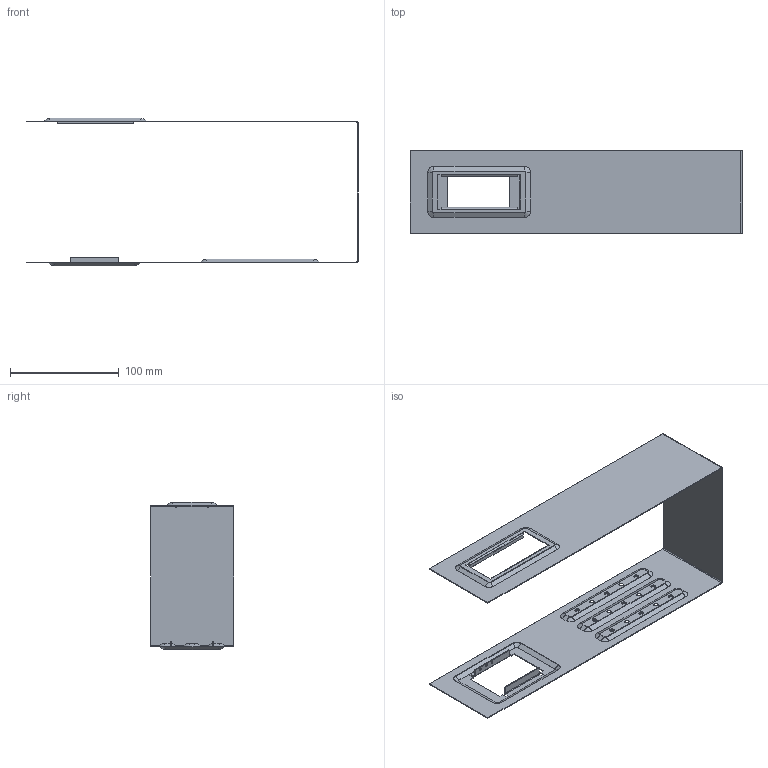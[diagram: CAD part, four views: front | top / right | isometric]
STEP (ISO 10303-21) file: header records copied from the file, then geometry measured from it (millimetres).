
FILE_DESCRIPTION(/* description */ (''),/* implementation_level */ '2;1');
FILE_NAME(/* name */ 'compcab',/* time_stamp */ '1999-06-17T17:09:44-04:00',/* author */ ('PC User'),/* organization */ ('3D/EYE, Inc.'),/* preprocessor_version */ 'ST-DEVELOPER 1.6',/* originating_system */ 'IronCAD2.0',/* authorisation */ '');
FILE_SCHEMA (('CONFIG_CONTROL_DESIGN'));
Length unit declared in the file: millimetre
Products named in the file (1): 1
Bounding box: 304.8 x 76.2 x 135.33 mm (x, y, z)
Volume: 42787.3 mm3; surface area: 108862.6 mm2
Topology: 1 solids, 1 shells, 170 faces, 466 edges, 308 vertices
Faces by surface type: plane 100, cone 55, cylinder 15
Full cylindrical faces by diameter (mm): 1.981 x3
Entity records: 5756 total; most frequent: CARTESIAN_POINT 910, ORIENTED_EDGE 896, DIRECTION 812, EDGE_CURVE 448, INTERSECTION_CURVE 448, VERTEX_POINT 308, AXIS2_PLACEMENT_3D 306, VECTOR 296
